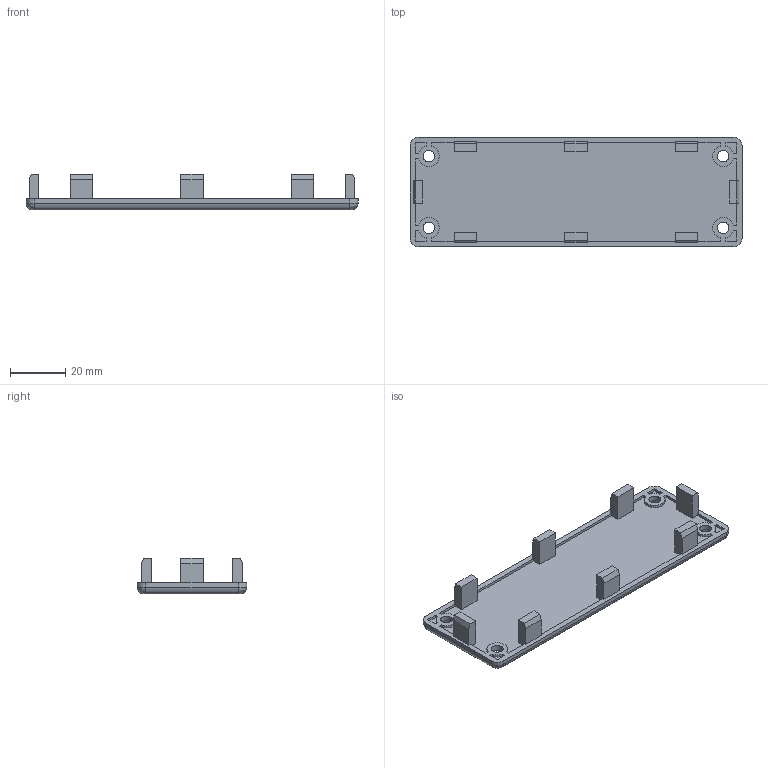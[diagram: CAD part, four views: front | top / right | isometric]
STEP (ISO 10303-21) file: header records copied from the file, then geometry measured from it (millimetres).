
FILE_DESCRIPTION (( 'STEP AP203' ), '1' );
FILE_NAME ('201401200_c_1.STEP', '2023-03-19T01:57:11', ( '' ), ( '' ), 'SwSTEP 2.0', 'SolidWorks 2014', '' );
FILE_SCHEMA (( 'CONFIG_CONTROL_DESIGN' ));
Length unit declared in the file: millimetre
Products named in the file (1): 201401200_c_1
Bounding box: 120 x 39.5 x 13 mm (x, y, z)
Volume: 16307.6 mm3; surface area: 12641.8 mm2
Topology: 1 solids, 1 shells, 137 faces, 370 edges, 244 vertices
Faces by surface type: plane 99, cylinder 34, bspline 4
Entity records: 4405 total; most frequent: CARTESIAN_POINT 824, ORIENTED_EDGE 740, DIRECTION 702, EDGE_CURVE 370, LINE 298, VECTOR 298, VERTEX_POINT 244, AXIS2_PLACEMENT_3D 202
